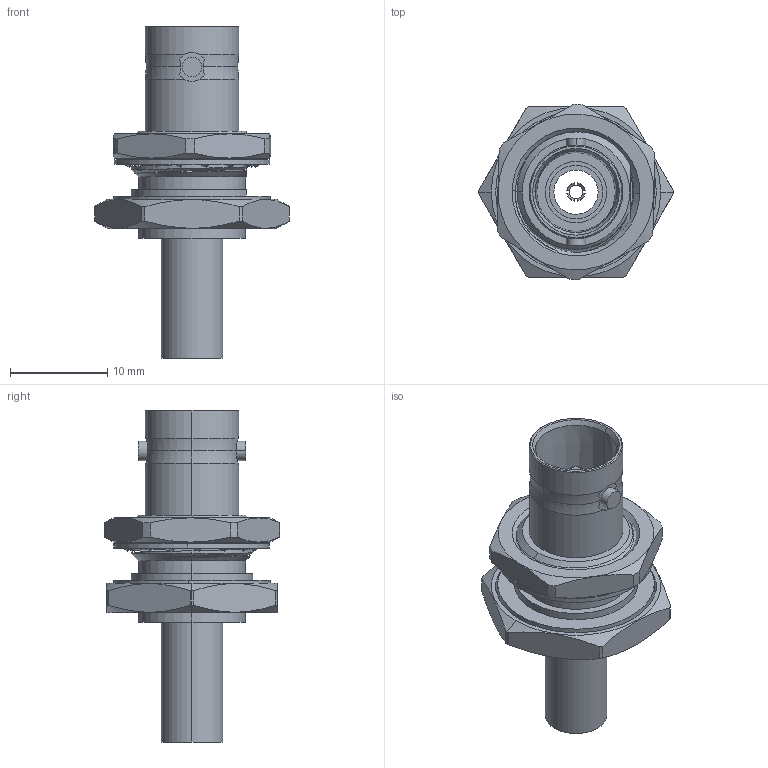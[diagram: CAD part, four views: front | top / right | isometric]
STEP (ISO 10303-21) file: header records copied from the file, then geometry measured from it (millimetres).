
FILE_DESCRIPTION (( 'STEP AP214' ), '1' );
FILE_NAME ('10-254-B36-FA.STEP', '2021-01-15T15:49:33', ( '' ), ( '' ), 'SwSTEP 2.0', 'SolidWorks 2021', '' );
FILE_SCHEMA (( 'AUTOMOTIVE_DESIGN' ));
Length unit declared in the file: millimetre
Products named in the file (1): 10-254-B36-FA
Bounding box: 20 x 18 x 34.1 mm (x, y, z)
Surface area: 2932.8 mm2 (no closed solid volume)
Topology: 0 solids, 7 shells, 213 faces, 712 edges, 479 vertices
Faces by surface type: plane 65, cylinder 54, bspline 51, cone 37, torus 6
Entity records: 12434 total; most frequent: CARTESIAN_POINT 4430, ORIENTED_EDGE 1160, DIRECTION 1032, EDGE_CURVE 712, VERTEX_POINT 479, AXIS2_PLACEMENT_3D 355, LINE 322, VECTOR 322
